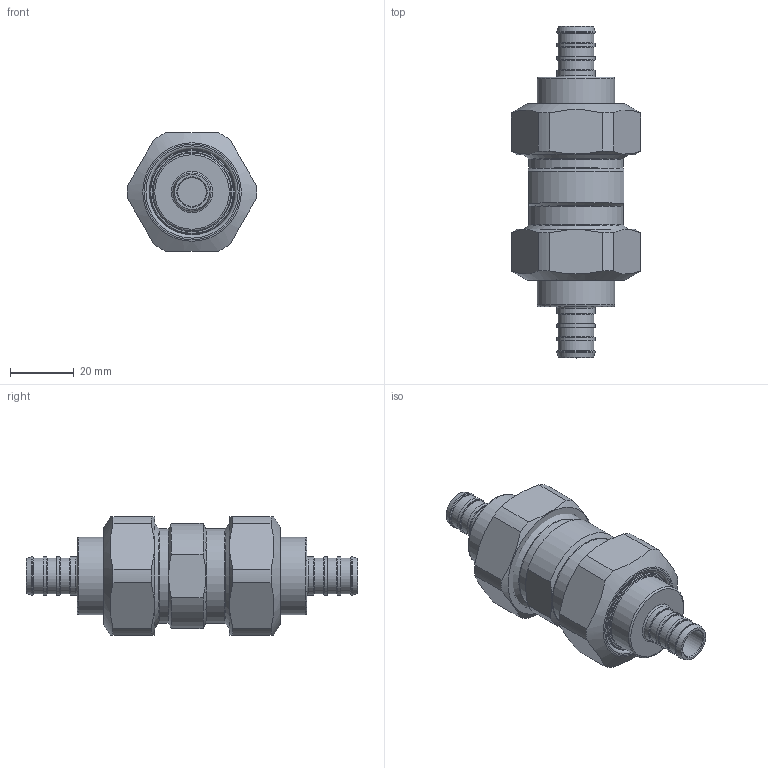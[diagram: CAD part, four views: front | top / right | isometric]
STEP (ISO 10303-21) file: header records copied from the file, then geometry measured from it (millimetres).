
FILE_DESCRIPTION(/* description */ (''),/* implementation_level */ '2;1');
FILE_NAME(/* name */ '304747A_Simplify_1.stp',/* time_stamp */ '2025-08-21T14:18:21-05:00',/* author */ ('ischreiner'),/* organization */ (''),/* preprocessor_version */ 'ST-DEVELOPER v20',/* originating_system */ 'Autodesk Inventor 2025',/* authorisation */ '');
FILE_SCHEMA (('AUTOMOTIVE_DESIGN { 1 0 10303 214 3 1 1 }'));
Length unit declared in the file: inch
Products named in the file (1): 304747A_Simplify_1
Bounding box: 40.63 x 104.26 x 37.08 mm (x, y, z)
Volume: 55755.7 mm3; surface area: 23496 mm2
Topology: 5 solids, 5 shells, 154 faces, 320 edges, 198 vertices
Faces by surface type: cylinder 48, plane 46, torus 36, cone 24
Full cylindrical faces by diameter (mm): 9.017 x2, 11.176 x6, 11.963 x8, 20.066 x2, 24.435 x2, 26.452 x2, 26.924 x2, 29.8 x2, 29.972 x2, 30 x2, 30.302 x2, 33 x2
Entity records: 4380 total; most frequent: DIRECTION 804, CARTESIAN_POINT 773, ORIENTED_EDGE 640, AXIS2_PLACEMENT_3D 361, EDGE_CURVE 320, CIRCLE 206, VERTEX_POINT 198, EDGE_LOOP 184
